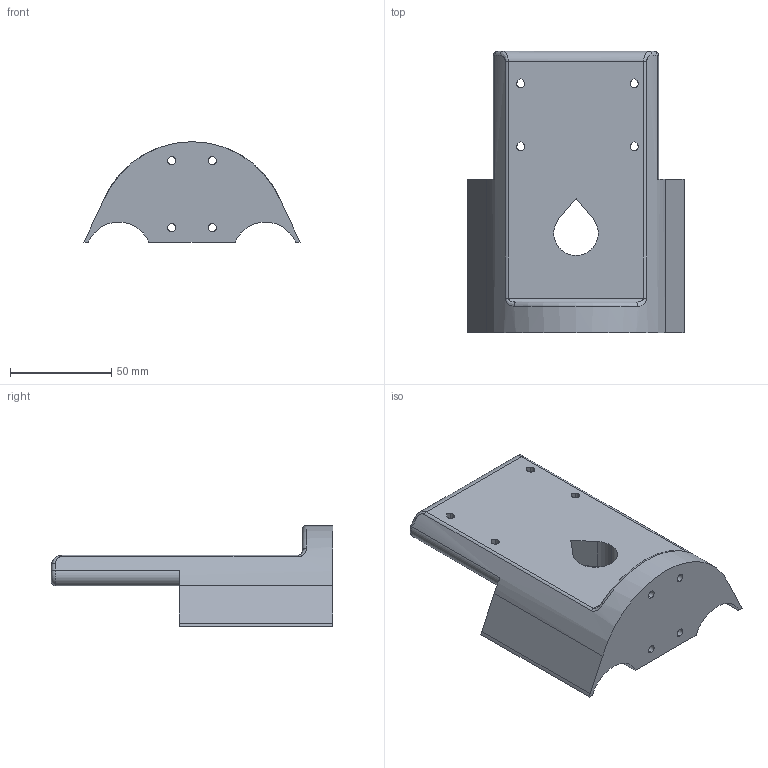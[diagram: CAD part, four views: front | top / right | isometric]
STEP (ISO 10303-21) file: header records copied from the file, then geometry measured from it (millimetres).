
FILE_DESCRIPTION (( 'STEP AP214' ), '1' );
FILE_NAME ('Pump Attachment bracket (dual sport).STEP', '2024-10-21T01:17:14', ( '' ), ( '' ), 'SwSTEP 2.0', 'SolidWorks 2022', '' );
FILE_SCHEMA (( 'AUTOMOTIVE_DESIGN' ));
Length unit declared in the file: millimetre
Products named in the file (1): Pump Attachment bracket (dual sport)
Bounding box: 106.62 x 138.8 x 49.63 mm (x, y, z)
Volume: 233653.2 mm3; surface area: 42512.9 mm2
Topology: 1 solids, 1 shells, 91 faces, 237 edges, 150 vertices
Faces by surface type: cylinder 49, plane 29, torus 7, bspline 4, sphere 2
Entity records: 3214 total; most frequent: CARTESIAN_POINT 857, DIRECTION 512, ORIENTED_EDGE 470, EDGE_CURVE 235, AXIS2_PLACEMENT_3D 199, VERTEX_POINT 150, VECTOR 114, LINE 114
